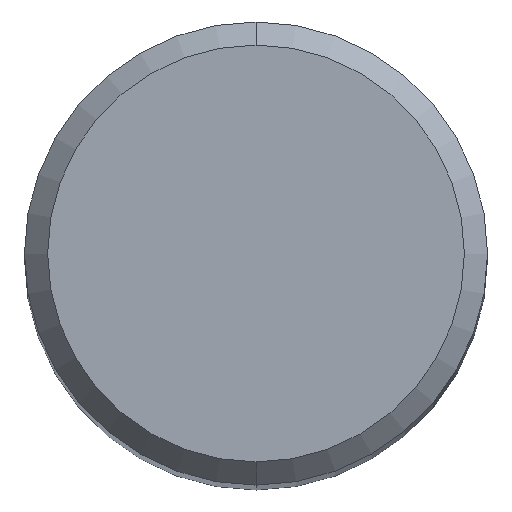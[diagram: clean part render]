
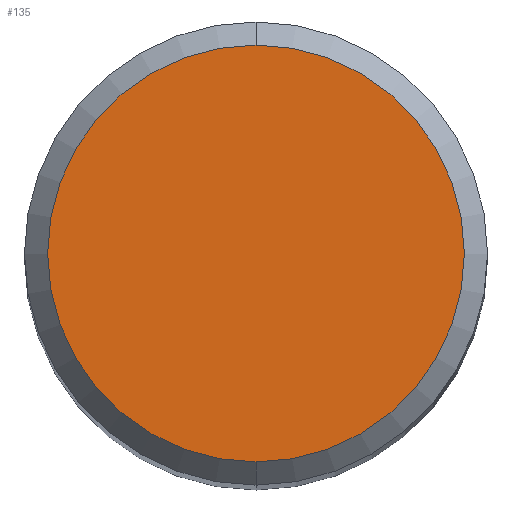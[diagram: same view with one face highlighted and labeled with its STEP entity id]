
A CAD part, top view. The second image highlights one B-rep face of the part: STEP entity #135.
In plain terms, the highlighted planar face has unit normal (0, 0, 1).
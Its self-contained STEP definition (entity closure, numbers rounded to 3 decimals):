
#127=EDGE_CURVE('',#197,#209,#281,.T.);
#135=ADVANCED_FACE('',(#290),#291,.T.);
#175=EDGE_CURVE('',#209,#197,#334,.T.);
#197=VERTEX_POINT('',#358);
#209=VERTEX_POINT('',#373);
#281=CIRCLE('',#455,3.6);
#290=FACE_OUTER_BOUND('',#467,.T.);
#291=PLANE('',#468);
#334=CIRCLE('',#525,3.6);
#358=CARTESIAN_POINT('',(0.,-3.6,0.0));
#373=CARTESIAN_POINT('',(0.0,3.6,0.0));
#455=AXIS2_PLACEMENT_3D('',#640,#641,#642);
#467=EDGE_LOOP('',(#655,#656));
#468=AXIS2_PLACEMENT_3D('',#657,#658,#659);
#525=AXIS2_PLACEMENT_3D('',#702,#703,#704);
#640=CARTESIAN_POINT('',(0.0,0.0,0.0));
#641=DIRECTION('',(0.0,0.0,-1.0));
#642=DIRECTION('',(0.0,1.0,0.0));
#655=ORIENTED_EDGE('',*,*,#175,.F.);
#656=ORIENTED_EDGE('',*,*,#127,.F.);
#657=CARTESIAN_POINT('',(0.0,1.8,0.0));
#658=DIRECTION('',(-0.0,0.0,1.0));
#659=DIRECTION('',(0.0,-1.0,0.0));
#702=CARTESIAN_POINT('',(0.0,0.0,0.0));
#703=DIRECTION('',(0.0,0.0,-1.0));
#704=DIRECTION('',(0.0,1.0,0.0));
